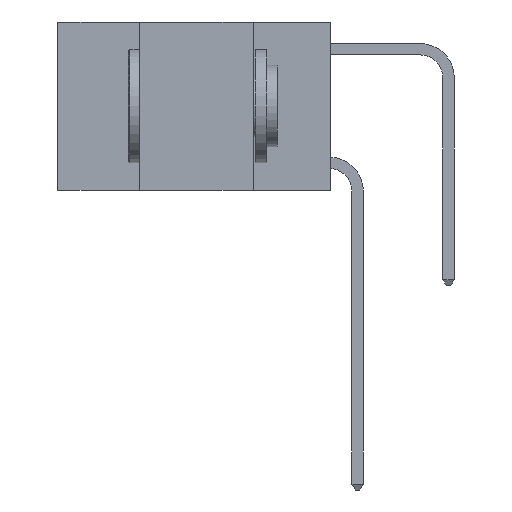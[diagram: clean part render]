
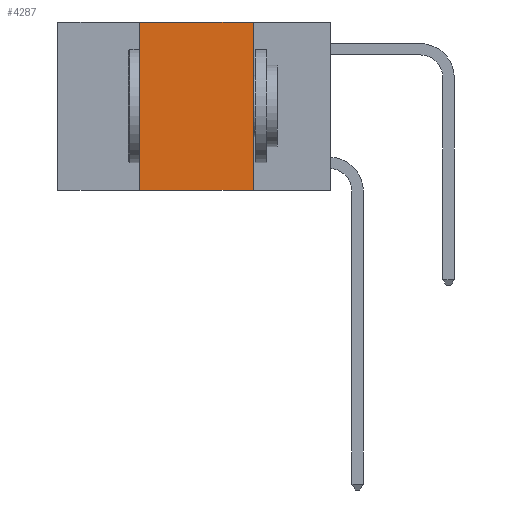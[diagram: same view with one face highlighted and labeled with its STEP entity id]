
A CAD part, left-side view. The second image highlights one B-rep face of the part: STEP entity #4287.
In plain terms, the highlighted planar face has unit normal (-1, 0, 0).
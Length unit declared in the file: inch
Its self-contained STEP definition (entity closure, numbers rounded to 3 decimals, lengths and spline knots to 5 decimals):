
#193 = ORIENTED_EDGE ( 'NONE', *, *, #5505, .T. ) ;
#403 = DIRECTION ( 'NONE',  ( 0., 0., -1. ) ) ;
#553 = VECTOR ( 'NONE', #1396, 39.37008 ) ;
#833 = VERTEX_POINT ( 'NONE', #12508 ) ;
#905 = VECTOR ( 'NONE', #3911, 39.37008 ) ;
#1182 = LINE ( 'NONE', #1851, #6314 ) ;
#1396 = DIRECTION ( 'NONE',  ( 0., -1., 0. ) ) ;
#1851 = CARTESIAN_POINT ( 'NONE',  ( 0., 0.6, -0.37 ) ) ;
#2005 = ORIENTED_EDGE ( 'NONE', *, *, #11170, .F. ) ;
#2999 = LINE ( 'NONE', #8545, #553 ) ;
#3213 = EDGE_LOOP ( 'NONE', ( #2005, #12295, #4512, #193 ) ) ;
#3672 = LINE ( 'NONE', #10950, #905 ) ;
#3911 = DIRECTION ( 'NONE',  ( 0., 0., 1. ) ) ;
#4287 = ADVANCED_FACE ( 'NONE', ( #6842 ), #12527, .F. ) ;
#4512 = ORIENTED_EDGE ( 'NONE', *, *, #11465, .F. ) ;
#4517 = CARTESIAN_POINT ( 'NONE',  ( 0., 0.6, 0. ) ) ;
#5340 = CARTESIAN_POINT ( 'NONE',  ( 0., 0.42, 0. ) ) ;
#5505 = EDGE_CURVE ( 'NONE', #11564, #10028, #1182, .T. ) ;
#6311 = AXIS2_PLACEMENT_3D ( 'NONE', #4517, #6559, #403 ) ;
#6314 = VECTOR ( 'NONE', #9951, 39.37008 ) ;
#6559 = DIRECTION ( 'NONE',  ( 1., 0., 0. ) ) ;
#6842 = FACE_OUTER_BOUND ( 'NONE', #3213, .T. ) ;
#7117 = CARTESIAN_POINT ( 'NONE',  ( 0., 0.42, -0.37 ) ) ;
#7309 = VECTOR ( 'NONE', #8488, 39.37008 ) ;
#8488 = DIRECTION ( 'NONE',  ( 0., 0., -1. ) ) ;
#8545 = CARTESIAN_POINT ( 'NONE',  ( 0., 0.6, 0. ) ) ;
#9169 = VERTEX_POINT ( 'NONE', #5340 ) ;
#9714 = CARTESIAN_POINT ( 'NONE',  ( 0., 0.17, -0.37 ) ) ;
#9951 = DIRECTION ( 'NONE',  ( 0., -1., 0. ) ) ;
#10000 = LINE ( 'NONE', #12416, #7309 ) ;
#10028 = VERTEX_POINT ( 'NONE', #9714 ) ;
#10950 = CARTESIAN_POINT ( 'NONE',  ( 0., 0.42, 0. ) ) ;
#11170 = EDGE_CURVE ( 'NONE', #833, #10028, #10000, .T. ) ;
#11465 = EDGE_CURVE ( 'NONE', #11564, #9169, #3672, .T. ) ;
#11564 = VERTEX_POINT ( 'NONE', #7117 ) ;
#12295 = ORIENTED_EDGE ( 'NONE', *, *, #12414, .F. ) ;
#12414 = EDGE_CURVE ( 'NONE', #9169, #833, #2999, .T. ) ;
#12416 = CARTESIAN_POINT ( 'NONE',  ( 0., 0.17, 0. ) ) ;
#12508 = CARTESIAN_POINT ( 'NONE',  ( 0., 0.17, 0. ) ) ;
#12527 = PLANE ( 'NONE',  #6311 ) ;
